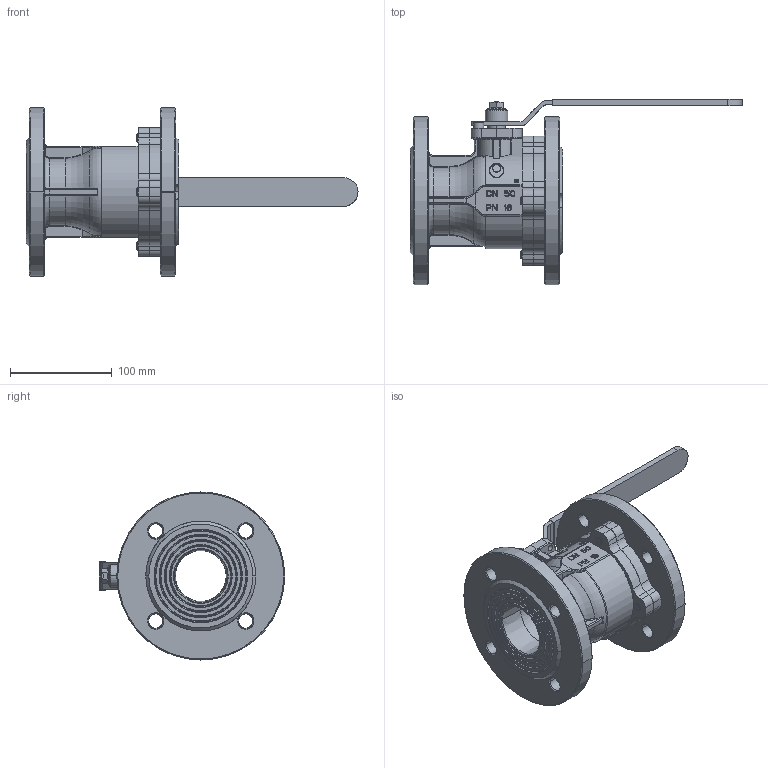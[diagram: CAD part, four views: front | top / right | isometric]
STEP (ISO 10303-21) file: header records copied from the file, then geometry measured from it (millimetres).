
FILE_DESCRIPTION(/* description */ ('Unknown'),/* implementation_level */ '2;1');
FILE_NAME(/* name */ '909-09_(4.150_160.050)',/* time_stamp */ '2021-04-28T13:10:20+02:00',/* author */ ('Unknown'),/* organization */ ('Unknown'),/* preprocessor_version */ 'ST-DEVELOPER v16.7',/* originating_system */ 'Solid Edge',/* authorisation */ 'Unknown');
FILE_SCHEMA (('AUTOMOTIVE_DESIGN {1 0 10303 214 3 1 1}'));
Products named in the file (5): 4.150_160.050; id11;  TRM_SRF_7;  TRM_SRF_6;  TRM_SRF_5
Assembly tree (4 placements, depth 2):
  4.150_160.050
    id11
     TRM_SRF_7
     TRM_SRF_6
     TRM_SRF_5
Bounding box: 326 x 182.25 x 165 mm (x, y, z)
Volume: 46051.3 mm3; surface area: 546897.4 mm2
Topology: 3 solids, 2853 shells, 3380 faces, 16091 edges, 15561 vertices
Faces by surface type: plane 2056, cylinder 688, cone 327, torus 153, bspline 128, sphere 28
Full cylindrical faces by diameter (mm): 6.8 x2, 8 x2, 8.5 x1, 10 x1, 10.8 x1, 13 x4, 13.3 x1, 14.3 x2, 16 x8, 17 x6, 17.2 x1, 17.5 x2, 20 x2, 21 x1, 22 x1, 24 x1, 24.5 x1, 26 x2, 60 x1, 60.05 x2, 77.5 x1, 78 x1
Entity records: 203962 total; most frequent: CARTESIAN_POINT 58698, DIRECTION 22118, ORIENTED_EDGE 17194, EDGE_CURVE 15948, VERTEX_POINT 15558, LINE 10702, VECTOR 10702, AXIS2_PLACEMENT_3D 5708
